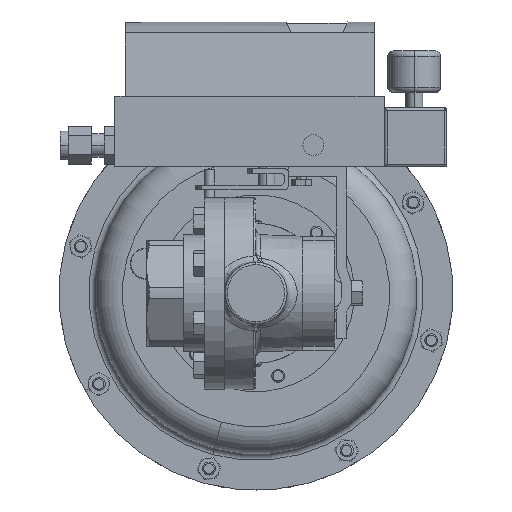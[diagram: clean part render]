
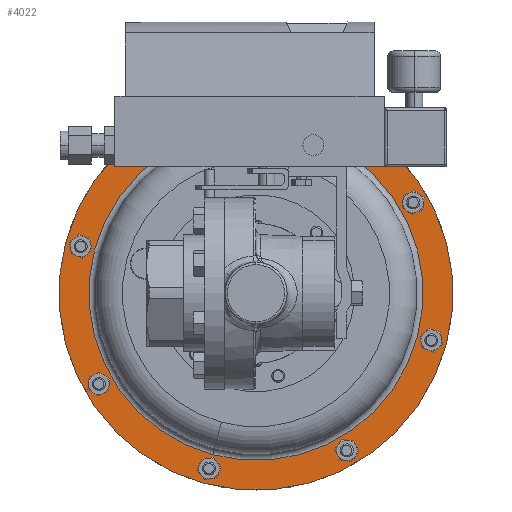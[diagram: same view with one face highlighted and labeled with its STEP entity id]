
A CAD part, front view. The second image highlights one B-rep face of the part: STEP entity #4022.
In plain terms, the highlighted planar face has unit normal (0, -1, 0).
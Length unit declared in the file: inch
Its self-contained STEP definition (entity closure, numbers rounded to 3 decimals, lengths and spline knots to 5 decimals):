
#611 = AXIS2_PLACEMENT_3D ( 'NONE', #25849, #9782, #32404 ) ;
#1121 = VERTEX_POINT ( 'NONE', #6596 ) ;
#2491 = DIRECTION ( 'NONE',  ( 0., 1., 0. ) ) ;
#3818 = ORIENTED_EDGE ( 'NONE', *, *, #22897, .T. ) ;
#3852 = ORIENTED_EDGE ( 'NONE', *, *, #13801, .F. ) ;
#3970 = EDGE_CURVE ( 'NONE', #25579, #1121, #34547, .T. ) ;
#4022 = ADVANCED_FACE ( 'NONE', ( #5235, #4423 ), #26686, .T. ) ;
#4423 = FACE_OUTER_BOUND ( 'NONE', #9197, .T. ) ;
#4705 = CARTESIAN_POINT ( 'NONE',  ( 1.22939, 8.2525, 4.58815 ) ) ;
#5225 = CARTESIAN_POINT ( 'NONE',  ( -4.58815, 8.2525, 1.22939 ) ) ;
#5235 = FACE_BOUND ( 'NONE', #32524, .T. ) ;
#6596 = CARTESIAN_POINT ( 'NONE',  ( -1.22939, 8.2525, -4.58815 ) ) ;
#7270 = VERTEX_POINT ( 'NONE', #25134 ) ;
#9108 = AXIS2_PLACEMENT_3D ( 'NONE', #29037, #12979, #31713 ) ;
#9123 = CARTESIAN_POINT ( 'NONE',  ( -1.04278, 8.2525, -3.89172 ) ) ;
#9197 = EDGE_LOOP ( 'NONE', ( #3852, #31638 ) ) ;
#9782 = DIRECTION ( 'NONE',  ( 0., 1., 0. ) ) ;
#10617 = DIRECTION ( 'NONE',  ( 0., -1., 0. ) ) ;
#12979 = DIRECTION ( 'NONE',  ( 0., 1., 0. ) ) ;
#13801 = EDGE_CURVE ( 'NONE', #1121, #25579, #15433, .T. ) ;
#15203 = DIRECTION ( 'NONE',  ( 0., 1., 0. ) ) ;
#15433 = CIRCLE ( 'NONE', #611, 4.75 ) ;
#18186 = EDGE_CURVE ( 'NONE', #29547, #7270, #32841, .T. ) ;
#18506 = CARTESIAN_POINT ( 'NONE',  ( 0., 8.2525, 0. ) ) ;
#19015 = CIRCLE ( 'NONE', #30924, 4.029 ) ;
#21255 = DIRECTION ( 'NONE',  ( -0.259, 0., -0.966 ) ) ;
#22897 = EDGE_CURVE ( 'NONE', #7270, #29547, #19015, .T. ) ;
#25134 = CARTESIAN_POINT ( 'NONE',  ( 1.04278, 8.2525, 3.89172 ) ) ;
#25318 = AXIS2_PLACEMENT_3D ( 'NONE', #5225, #10617, #29369 ) ;
#25579 = VERTEX_POINT ( 'NONE', #4705 ) ;
#25849 = CARTESIAN_POINT ( 'NONE',  ( 0., 8.2525, 0. ) ) ;
#26686 = PLANE ( 'NONE',  #25318 ) ;
#29037 = CARTESIAN_POINT ( 'NONE',  ( 0., 8.2525, 0. ) ) ;
#29369 = DIRECTION ( 'NONE',  ( 0.259, 0., 0.966 ) ) ;
#29547 = VERTEX_POINT ( 'NONE', #9123 ) ;
#30924 = AXIS2_PLACEMENT_3D ( 'NONE', #31247, #15203, #33918 ) ;
#31247 = CARTESIAN_POINT ( 'NONE',  ( 0., 8.2525, 0. ) ) ;
#31638 = ORIENTED_EDGE ( 'NONE', *, *, #3970, .F. ) ;
#31713 = DIRECTION ( 'NONE',  ( -0.259, 0., -0.966 ) ) ;
#32098 = ORIENTED_EDGE ( 'NONE', *, *, #18186, .T. ) ;
#32134 = AXIS2_PLACEMENT_3D ( 'NONE', #18506, #2491, #21255 ) ;
#32404 = DIRECTION ( 'NONE',  ( -0.259, 0., -0.966 ) ) ;
#32524 = EDGE_LOOP ( 'NONE', ( #32098, #3818 ) ) ;
#32841 = CIRCLE ( 'NONE', #32134, 4.029 ) ;
#33918 = DIRECTION ( 'NONE',  ( -0.259, 0., -0.966 ) ) ;
#34547 = CIRCLE ( 'NONE', #9108, 4.75 ) ;
